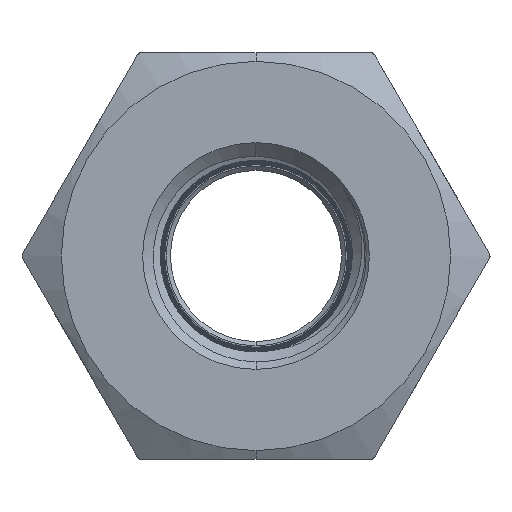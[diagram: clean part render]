
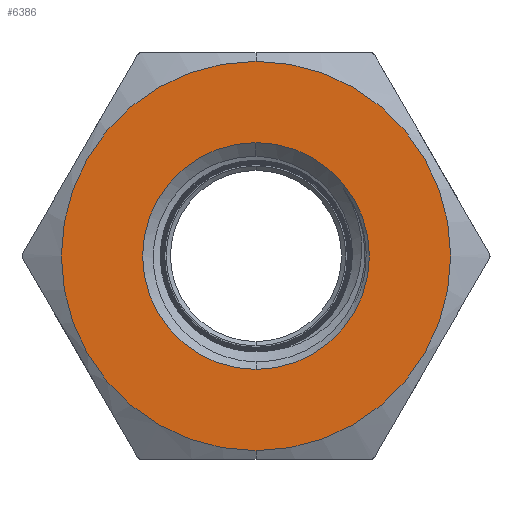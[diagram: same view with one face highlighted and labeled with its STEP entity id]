
A CAD part, front view. The second image highlights one B-rep face of the part: STEP entity #6386.
In plain terms, the highlighted planar face has unit normal (0, -1, 0).
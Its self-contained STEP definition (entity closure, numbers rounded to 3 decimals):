
#157 = CIRCLE ( 'NONE', #6138, 5.3 ) ;
#211 = PLANE ( 'NONE',  #16443 ) ;
#1007 = CARTESIAN_POINT ( 'NONE',  ( 0., -17., -5.3 ) ) ;
#1544 = ORIENTED_EDGE ( 'NONE', *, *, #10471, .F. ) ;
#2630 = CARTESIAN_POINT ( 'NONE',  ( 0., -17., 5.3 ) ) ;
#3777 = DIRECTION ( 'NONE',  ( 0., 1., 0. ) ) ;
#3800 = CARTESIAN_POINT ( 'NONE',  ( 0., -17., 0. ) ) ;
#4881 = EDGE_CURVE ( 'NONE', #5594, #14003, #8663, .T. ) ;
#5351 = FACE_BOUND ( 'NONE', #11658, .T. ) ;
#5558 = DIRECTION ( 'NONE',  ( 0., 0., -1. ) ) ;
#5566 = CARTESIAN_POINT ( 'NONE',  ( 0., -17., 9.1 ) ) ;
#5594 = VERTEX_POINT ( 'NONE', #19495 ) ;
#6138 = AXIS2_PLACEMENT_3D ( 'NONE', #8377, #20537, #10123 ) ;
#6386 = ADVANCED_FACE ( 'NONE', ( #5351, #9977 ), #211, .T. ) ;
#7392 = DIRECTION ( 'NONE',  ( 0., 0., -1. ) ) ;
#8016 = EDGE_LOOP ( 'NONE', ( #1544, #18655 ) ) ;
#8028 = EDGE_CURVE ( 'NONE', #16914, #16950, #157, .T. ) ;
#8377 = CARTESIAN_POINT ( 'NONE',  ( 0., -17., 0. ) ) ;
#8663 = CIRCLE ( 'NONE', #22111, 9.1 ) ;
#9977 = FACE_OUTER_BOUND ( 'NONE', #8016, .T. ) ;
#10123 = DIRECTION ( 'NONE',  ( 0., 0., -1. ) ) ;
#10432 = DIRECTION ( 'NONE',  ( 0., 1., 0. ) ) ;
#10471 = EDGE_CURVE ( 'NONE', #14003, #5594, #15656, .T. ) ;
#10713 = CIRCLE ( 'NONE', #13868, 5.3 ) ;
#11658 = EDGE_LOOP ( 'NONE', ( #21002, #13492 ) ) ;
#13492 = ORIENTED_EDGE ( 'NONE', *, *, #8028, .T. ) ;
#13868 = AXIS2_PLACEMENT_3D ( 'NONE', #3800, #15970, #5558 ) ;
#14003 = VERTEX_POINT ( 'NONE', #5566 ) ;
#14210 = CARTESIAN_POINT ( 'NONE',  ( 0., -17., 0. ) ) ;
#15656 = CIRCLE ( 'NONE', #16780, 9.1 ) ;
#15947 = DIRECTION ( 'NONE',  ( 0., 0., 1. ) ) ;
#15970 = DIRECTION ( 'NONE',  ( 0., 1., 0. ) ) ;
#16055 = CARTESIAN_POINT ( 'NONE',  ( 0., -17., 0. ) ) ;
#16443 = AXIS2_PLACEMENT_3D ( 'NONE', #16055, #17819, #7392 ) ;
#16637 = EDGE_CURVE ( 'NONE', #16950, #16914, #10713, .T. ) ;
#16780 = AXIS2_PLACEMENT_3D ( 'NONE', #14210, #3777, #15947 ) ;
#16914 = VERTEX_POINT ( 'NONE', #2630 ) ;
#16950 = VERTEX_POINT ( 'NONE', #1007 ) ;
#17819 = DIRECTION ( 'NONE',  ( 0., -1., 0. ) ) ;
#18655 = ORIENTED_EDGE ( 'NONE', *, *, #4881, .F. ) ;
#19495 = CARTESIAN_POINT ( 'NONE',  ( 0., -17., -9.1 ) ) ;
#20537 = DIRECTION ( 'NONE',  ( 0., 1., 0. ) ) ;
#20855 = CARTESIAN_POINT ( 'NONE',  ( 0., -17., 0. ) ) ;
#21002 = ORIENTED_EDGE ( 'NONE', *, *, #16637, .T. ) ;
#22111 = AXIS2_PLACEMENT_3D ( 'NONE', #20855, #10432, #22600 ) ;
#22600 = DIRECTION ( 'NONE',  ( 0., 0., 1. ) ) ;
